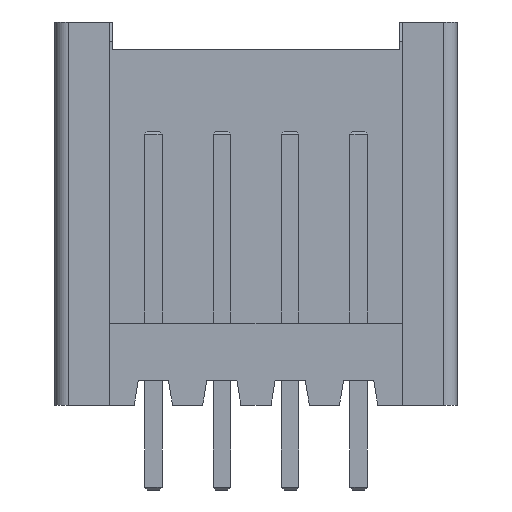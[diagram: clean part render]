
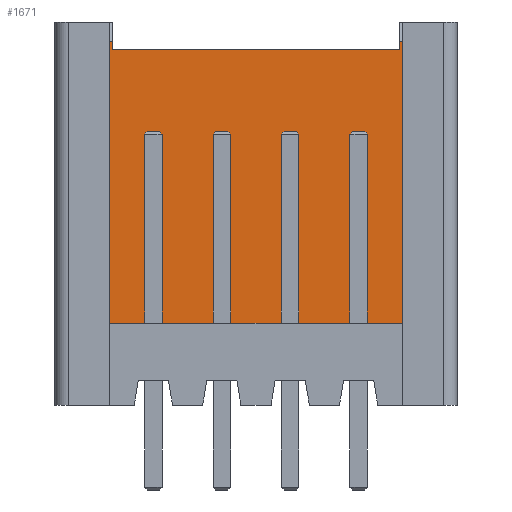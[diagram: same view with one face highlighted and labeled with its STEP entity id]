
A CAD part, front view. The second image highlights one B-rep face of the part: STEP entity #1671.
In plain terms, the highlighted planar face has unit normal (0, -1, 0).
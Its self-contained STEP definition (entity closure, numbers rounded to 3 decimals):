
#13=DIRECTION('',(0.,0.,1.));
#30=DIRECTION('',(1.,0.,0.));
#38=VECTOR('',#39,1.);
#39=DIRECTION('',(1.,0.));
#40=( GEOMETRIC_REPRESENTATION_CONTEXT(2) PARAMETRIC_REPRESENTATION_CONTEXT() REPRESENTATION_CONTEXT('2D SPACE','') );
#45=DIRECTION('',(0.,1.,0.));
#60=DIRECTION('',(0.,-1.,0.));
#66=DIRECTION('',(0.,-1.));
#84=CARTESIAN_POINT('',(0.,0.));
#91=VECTOR('',#66,1.);
#109=DIRECTION('',(-1.,0.,0.));
#160=VECTOR('',#161,1.);
#161=DIRECTION('',(-1.,0.));
#186=VECTOR('',#109,1.);
#192=PLANE('',#193);
#193=AXIS2_PLACEMENT_3D('',#194,#195,#196);
#194=CARTESIAN_POINT('',(10.3,3.1,13.65));
#195=DIRECTION('',(0.,0.707,-0.707));
#196=DIRECTION('',(1.,0.,0.));
#208=PLANE('',#209);
#209=AXIS2_PLACEMENT_3D('',#210,#109,#13);
#210=CARTESIAN_POINT('',(-1.5,3.75,13.));
#233=VECTOR('',#13,1.);
#253=CARTESIAN_POINT('',(9.,3.75,13.));
#261=PLANE('',#262);
#262=AXIS2_PLACEMENT_3D('',#253,#263,#109);
#263=DIRECTION('',(0.,0.,-1.));
#267=CARTESIAN_POINT('',(9.,3.75,14.));
#270=VECTOR('',#263,1.);
#276=PLANE('',#277);
#277=AXIS2_PLACEMENT_3D('',#267,#30,#263);
#487=VERTEX_POINT('',#488);
#488=CARTESIAN_POINT('',(-1.5,2.75,13.));
#492=DEFINITIONAL_REPRESENTATION('',(#493),#40);
#493=LINE('',#84,#91);
#499=EDGE_CURVE('',#487,#500,#502,.T.);
#500=VERTEX_POINT('',#501);
#501=CARTESIAN_POINT('',(-1.5,2.75,13.3));
#502=SURFACE_CURVE('',#503,(#505,#510),.PCURVE_S1.);
#503=LINE('',#504,#233);
#504=CARTESIAN_POINT('',(-1.5,2.75,13.5));
#505=PCURVE('',#208,#506);
#506=DEFINITIONAL_REPRESENTATION('',(#507),#40);
#507=B_SPLINE_CURVE_WITH_KNOTS('',1,(#508,#509),.UNSPECIFIED.,.F.,.F.,(2,2),(-0.6,0.6),.PIECEWISE_BEZIER_KNOTS.);
#508=CARTESIAN_POINT('',(-0.1,-1.));
#509=CARTESIAN_POINT('',(1.1,-1.));
#510=PCURVE('',#511,#514);
#511=PLANE('',#512);
#512=AXIS2_PLACEMENT_3D('',#513,#45,#109);
#513=CARTESIAN_POINT('',(10.3,2.75,14.));
#514=DEFINITIONAL_REPRESENTATION('',(#515),#40);
#515=B_SPLINE_CURVE_WITH_KNOTS('',1,(#516,#517),.UNSPECIFIED.,.F.,.F.,(2,2),(-0.6,0.6),.PIECEWISE_BEZIER_KNOTS.);
#516=CARTESIAN_POINT('',(11.8,-1.1));
#517=CARTESIAN_POINT('',(11.8,0.1));
#541=VERTEX_POINT('',#542);
#542=CARTESIAN_POINT('',(-2.8,2.75,13.3));
#560=ORIENTED_EDGE('',*,*,#561,.F.);
#561=EDGE_CURVE('',#500,#541,#562,.T.);
#562=SURFACE_CURVE('',#563,(#565,#569),.PCURVE_S1.);
#563=LINE('',#564,#186);
#564=CARTESIAN_POINT('',(10.3,2.75,13.3));
#565=PCURVE('',#192,#566);
#566=DEFINITIONAL_REPRESENTATION('',(#567),#40);
#567=LINE('',#568,#160);
#568=CARTESIAN_POINT('',(-0.,0.495));
#569=PCURVE('',#511,#570);
#570=DEFINITIONAL_REPRESENTATION('',(#571),#40);
#571=LINE('',#572,#38);
#572=CARTESIAN_POINT('',(0.,-0.7));
#601=PLANE('',#602);
#602=AXIS2_PLACEMENT_3D('',#603,#109,#60);
#603=CARTESIAN_POINT('',(-2.8,2.75,14.));
#655=PLANE('',#656);
#656=AXIS2_PLACEMENT_3D('',#657,#658,#659);
#657=CARTESIAN_POINT('',(3.75,0.,3.));
#658=DIRECTION('',(0.,0.,1.));
#659=DIRECTION('',(1.,0.,0.));
#670=VECTOR('',#671,1.);
#671=DIRECTION('',(-0.,-0.,-1.));
#1612=VERTEX_POINT('',#1613);
#1613=CARTESIAN_POINT('',(9.,2.75,13.3));
#1630=EDGE_CURVE('',#1612,#1631,#1633,.T.);
#1631=VERTEX_POINT('',#1632);
#1632=CARTESIAN_POINT('',(9.,2.75,13.));
#1633=SURFACE_CURVE('',#1634,(#1636,#1640),.PCURVE_S1.);
#1634=LINE('',#1635,#270);
#1635=CARTESIAN_POINT('',(9.,2.75,14.));
#1636=PCURVE('',#276,#1637);
#1637=DEFINITIONAL_REPRESENTATION('',(#1638),#40);
#1638=B_SPLINE_CURVE_WITH_KNOTS('',1,(#1639,#509),.UNSPECIFIED.,.F.,.F.,(2,2),(-0.1,1.1),.PIECEWISE_BEZIER_KNOTS.);
#1639=CARTESIAN_POINT('',(-0.1,-1.));
#1640=PCURVE('',#511,#1641);
#1641=DEFINITIONAL_REPRESENTATION('',(#1642),#40);
#1642=B_SPLINE_CURVE_WITH_KNOTS('',1,(#1643,#1644),.UNSPECIFIED.,.F.,.F.,(2,2),(-0.1,1.1),.PIECEWISE_BEZIER_KNOTS.);
#1643=CARTESIAN_POINT('',(1.3,0.1));
#1644=CARTESIAN_POINT('',(1.3,-1.1));
#1656=EDGE_CURVE('',#1631,#487,#1657,.T.);
#1657=SURFACE_CURVE('',#1658,(#1660,#1665),.PCURVE_S1.);
#1658=LINE('',#1659,#186);
#1659=CARTESIAN_POINT('',(9.65,2.75,13.));
#1660=PCURVE('',#261,#1661);
#1661=DEFINITIONAL_REPRESENTATION('',(#1662),#40);
#1662=B_SPLINE_CURVE_WITH_KNOTS('',1,(#1663,#1664),.UNSPECIFIED.,.F.,.F.,(2,2),(-0.4,12.2),.PIECEWISE_BEZIER_KNOTS.);
#1663=CARTESIAN_POINT('',(-1.05,-1.));
#1664=CARTESIAN_POINT('',(11.55,-1.));
#1665=PCURVE('',#511,#1666);
#1666=DEFINITIONAL_REPRESENTATION('',(#1667),#40);
#1667=B_SPLINE_CURVE_WITH_KNOTS('',1,(#1668,#1669),.UNSPECIFIED.,.F.,.F.,(2,2),(-0.4,12.2),.PIECEWISE_BEZIER_KNOTS.);
#1668=CARTESIAN_POINT('',(0.25,-1.));
#1669=CARTESIAN_POINT('',(12.85,-1.));
#1671=ADVANCED_FACE('',(#1672),#511,.F.);
#1672=FACE_BOUND('',#1673,.F.);
#1673=EDGE_LOOP('',(#1674,#1678,#1692,#1706,#560,#1715,#1716,#1717));
#1674=ORIENTED_EDGE('',*,*,#1675,.F.);
#1675=EDGE_CURVE('',#1676,#1612,#1677,.T.);
#1676=VERTEX_POINT('',#564);
#1677=SURFACE_CURVE('',#563,(#569,#565),.PCURVE_S1.);
#1678=ORIENTED_EDGE('',*,*,#1679,.T.);
#1679=EDGE_CURVE('',#1676,#1680,#1682,.T.);
#1680=VERTEX_POINT('',#1681);
#1681=CARTESIAN_POINT('',(10.3,2.75,3.));
#1682=SURFACE_CURVE('',#1683,(#1684,#1685),.PCURVE_S1.);
#1683=LINE('',#513,#670);
#1684=PCURVE('',#511,#492);
#1685=PCURVE('',#1686,#1689);
#1686=PLANE('',#1687);
#1687=AXIS2_PLACEMENT_3D('',#1688,#30,#45);
#1688=CARTESIAN_POINT('',(10.3,-2.75,14.));
#1689=DEFINITIONAL_REPRESENTATION('',(#1690),#40);
#1690=LINE('',#1691,#91);
#1691=CARTESIAN_POINT('',(5.5,0.));
#1692=ORIENTED_EDGE('',*,*,#1693,.T.);
#1693=EDGE_CURVE('',#1680,#1694,#1696,.T.);
#1694=VERTEX_POINT('',#1695);
#1695=CARTESIAN_POINT('',(-2.8,2.75,3.));
#1696=SURFACE_CURVE('',#1697,(#1698,#1702),.PCURVE_S1.);
#1697=LINE('',#1681,#186);
#1698=PCURVE('',#511,#1699);
#1699=DEFINITIONAL_REPRESENTATION('',(#1700),#40);
#1700=LINE('',#1701,#38);
#1701=CARTESIAN_POINT('',(0.,-11.));
#1702=PCURVE('',#655,#1703);
#1703=DEFINITIONAL_REPRESENTATION('',(#1704),#40);
#1704=LINE('',#1705,#160);
#1705=CARTESIAN_POINT('',(6.55,2.75));
#1706=ORIENTED_EDGE('',*,*,#1707,.F.);
#1707=EDGE_CURVE('',#541,#1694,#1708,.T.);
#1708=SURFACE_CURVE('',#1709,(#1710,#1714),.PCURVE_S1.);
#1709=LINE('',#603,#670);
#1710=PCURVE('',#511,#1711);
#1711=DEFINITIONAL_REPRESENTATION('',(#1712),#40);
#1712=LINE('',#1713,#91);
#1713=CARTESIAN_POINT('',(13.1,0.));
#1714=PCURVE('',#601,#492);
#1715=ORIENTED_EDGE('',*,*,#499,.F.);
#1716=ORIENTED_EDGE('',*,*,#1656,.F.);
#1717=ORIENTED_EDGE('',*,*,#1630,.F.);
